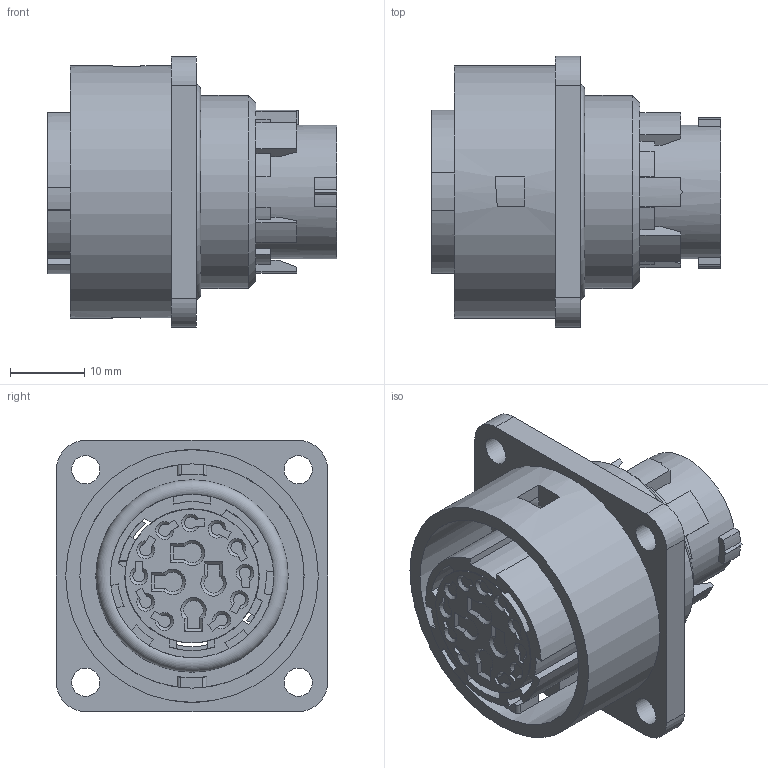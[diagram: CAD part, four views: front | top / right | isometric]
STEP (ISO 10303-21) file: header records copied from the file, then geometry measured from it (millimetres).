
FILE_DESCRIPTION(/* description */ (''),/* implementation_level */ '2;1');
FILE_NAME(/* name */ 'C016_10G014_000_1.stp',/* time_stamp */ '2016-04-19T11:37:30+02:00',/* author */ (''),/* organization */ (''),/* preprocessor_version */ 'ST-DEVELOPER v15',/* originating_system */ 'SIEMENS PLM Software NX 9.0',/* authorisation */ '');
FILE_SCHEMA (('CONFIG_CONTROL_DESIGN'));
Length unit declared in the file: millimetre
Products named in the file (1): c3d-c016 10g014 000 1nxm001-01
Bounding box: 39 x 36.5 x 36.5 mm (x, y, z)
Volume: 19744.5 mm3; surface area: 13198.8 mm2
Topology: 1 solids, 3 shells, 348 faces, 929 edges, 613 vertices
Faces by surface type: plane 252, cylinder 72, cone 20, torus 4
Full cylindrical faces by diameter (mm): 3.8 x4, 18 x1, 22 x2, 26 x2, 30 x1, 30.2 x1, 34 x1
Entity records: 10920 total; most frequent: CARTESIAN_POINT 2087, ORIENTED_EDGE 1808, DIRECTION 1800, EDGE_CURVE 904, LINE 608, VECTOR 608, VERTEX_POINT 605, AXIS2_PLACEMENT_3D 596
